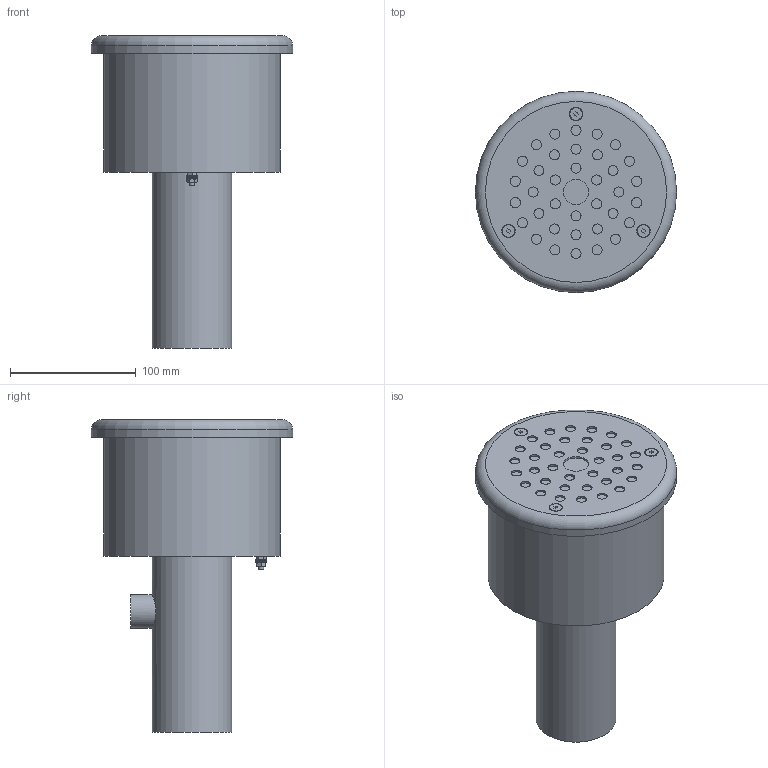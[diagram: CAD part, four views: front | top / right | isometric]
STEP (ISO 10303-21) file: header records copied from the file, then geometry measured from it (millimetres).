
FILE_DESCRIPTION (( 'STEP AP203' ), '1' );
FILE_NAME ('ÔÃ.20.000.00.000ÑÁ - Ôîðñóíêà ãèäðîìàññàæíàÿ G2.STEP', '2025-01-22T06:22:52', ( '' ), ( '' ), 'SwSTEP 2.0', 'SolidWorks 2022', '' );
FILE_SCHEMA (( 'CONFIG_CONTROL_DESIGN' ));
Length unit declared in the file: millimetre
Products named in the file (1): ФГ.20.000.00.000СБ - Форсунка гидромассажная G2
Bounding box: 160 x 160 x 248.42 mm (x, y, z)
Volume: 2134252.9 mm3; surface area: 129314.4 mm2
Topology: 5 solids, 5 shells, 161 faces, 300 edges, 200 vertices
Faces by surface type: plane 93, cylinder 55, cone 8, torus 5
Full cylindrical faces by diameter (mm): 3.3 x1, 4 x1, 4.3 x2, 8 x36, 9 x2, 10 x3, 20 x1, 27 x1, 63.5 x1, 140 x2, 141 x1, 157 x1, 160 x1
Entity records: 3893 total; most frequent: CARTESIAN_POINT 831, DIRECTION 644, ORIENTED_EDGE 454, AXIS2_PLACEMENT_3D 284, EDGE_LOOP 278, EDGE_CURVE 227, FACE_OUTER_BOUND 219, VERTEX_POINT 187
